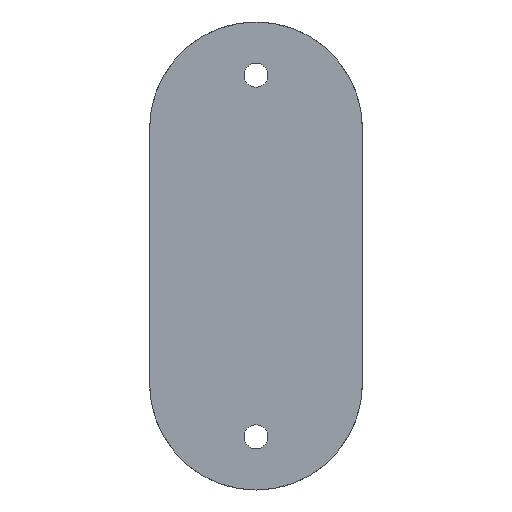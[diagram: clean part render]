
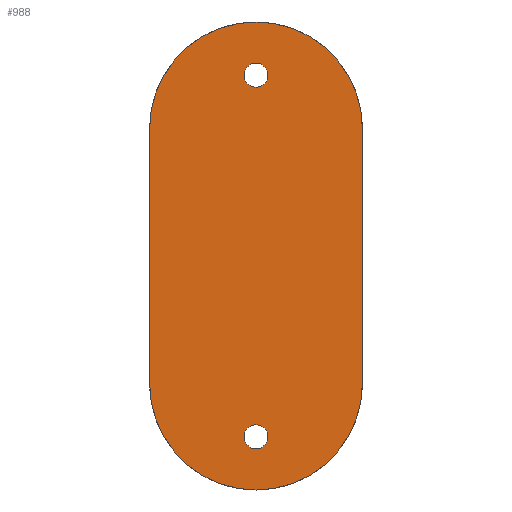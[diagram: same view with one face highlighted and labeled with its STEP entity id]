
A CAD part, left-side view. The second image highlights one B-rep face of the part: STEP entity #988.
In plain terms, the highlighted planar face has unit normal (-1, 0, 0).
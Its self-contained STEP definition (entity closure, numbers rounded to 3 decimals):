
#61=FACE_BOUND('',#339,.T.);
#62=FACE_BOUND('',#340,.T.);
#71=PLANE('',#1098);
#111=LINE('',#1950,#173);
#119=LINE('',#1969,#181);
#173=VECTOR('',#1299,10.);
#181=VECTOR('',#1321,10.);
#274=FACE_OUTER_BOUND('',#338,.T.);
#338=EDGE_LOOP('',(#867,#868,#869,#870));
#339=EDGE_LOOP('',(#871));
#340=EDGE_LOOP('',(#872));
#363=CIRCLE('',#1018,2.25);
#372=CIRCLE('',#1032,2.25);
#395=CIRCLE('',#1078,20.);
#398=CIRCLE('',#1085,20.);
#419=VERTEX_POINT('',#1442);
#428=VERTEX_POINT('',#1469);
#477=VERTEX_POINT('',#1947);
#478=VERTEX_POINT('',#1949);
#481=VERTEX_POINT('',#1958);
#482=VERTEX_POINT('',#1967);
#509=EDGE_CURVE('',#419,#419,#363,.T.);
#522=EDGE_CURVE('',#428,#428,#372,.T.);
#596=EDGE_CURVE('',#478,#477,#111,.T.);
#602=EDGE_CURVE('',#481,#477,#395,.T.);
#607=EDGE_CURVE('',#482,#481,#119,.T.);
#608=EDGE_CURVE('',#478,#482,#398,.T.);
#867=ORIENTED_EDGE('',*,*,#602,.F.);
#868=ORIENTED_EDGE('',*,*,#607,.F.);
#869=ORIENTED_EDGE('',*,*,#608,.F.);
#870=ORIENTED_EDGE('',*,*,#596,.T.);
#871=ORIENTED_EDGE('',*,*,#509,.T.);
#872=ORIENTED_EDGE('',*,*,#522,.T.);
#988=ADVANCED_FACE('',(#274,#61,#62),#71,.F.);
#1018=AXIS2_PLACEMENT_3D('',#1444,#1153,#1154);
#1032=AXIS2_PLACEMENT_3D('',#1471,#1185,#1186);
#1078=AXIS2_PLACEMENT_3D('',#1960,#1307,#1308);
#1085=AXIS2_PLACEMENT_3D('',#1971,#1324,#1325);
#1098=AXIS2_PLACEMENT_3D('',#1994,#1356,#1357);
#1153=DIRECTION('center_axis',(1.,0.,0.));
#1154=DIRECTION('ref_axis',(0.,1.,0.));
#1185=DIRECTION('center_axis',(1.,0.,0.));
#1186=DIRECTION('ref_axis',(0.,1.,0.));
#1299=DIRECTION('',(0.,0.,-1.));
#1307=DIRECTION('center_axis',(1.,0.,0.));
#1308=DIRECTION('ref_axis',(0.,-0.707,-0.707));
#1321=DIRECTION('',(0.,0.,-1.));
#1324=DIRECTION('center_axis',(1.,0.,0.));
#1325=DIRECTION('ref_axis',(0.,-0.707,0.707));
#1356=DIRECTION('center_axis',(1.,0.,0.));
#1357=DIRECTION('ref_axis',(0.,1.,0.));
#1442=CARTESIAN_POINT('',(0.,17.75,-10.));
#1444=CARTESIAN_POINT('Origin',(0.,20.,-10.));
#1469=CARTESIAN_POINT('',(0.,17.75,58.));
#1471=CARTESIAN_POINT('Origin',(0.,20.,58.));
#1947=CARTESIAN_POINT('',(0.,40.,0.));
#1949=CARTESIAN_POINT('',(0.,40.,48.));
#1950=CARTESIAN_POINT('',(0.,40.,0.));
#1958=CARTESIAN_POINT('',(0.,0.,0.));
#1960=CARTESIAN_POINT('Origin',(0.,20.,0.));
#1967=CARTESIAN_POINT('',(0.,0.,48.));
#1969=CARTESIAN_POINT('',(0.,0.,48.));
#1971=CARTESIAN_POINT('Origin',(0.,20.,48.));
#1994=CARTESIAN_POINT('Origin',(0.,20.,24.));
